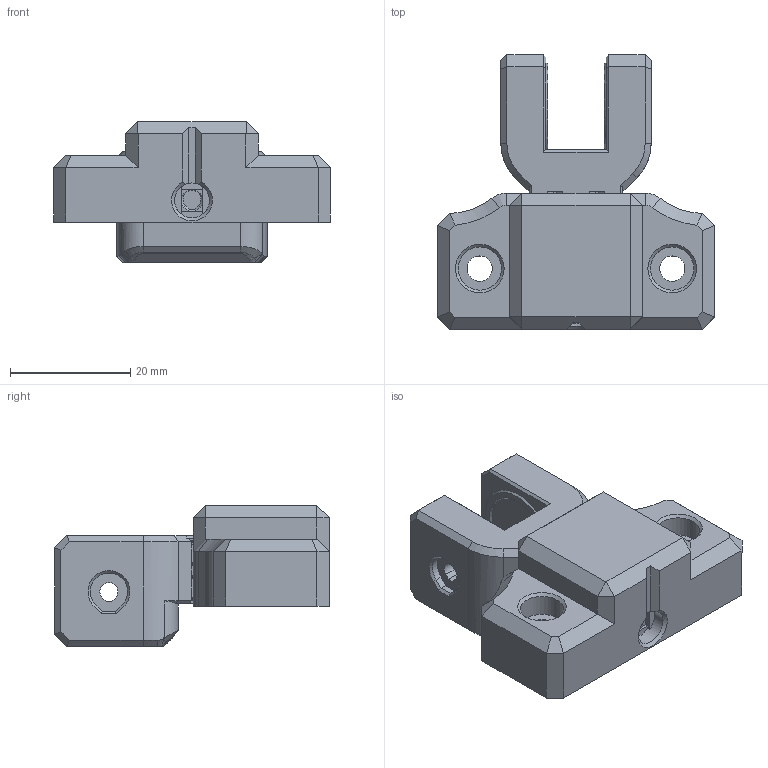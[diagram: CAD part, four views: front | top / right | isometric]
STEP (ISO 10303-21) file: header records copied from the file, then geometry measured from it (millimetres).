
FILE_DESCRIPTION(/* description */ (''),/* implementation_level */ '2;1');
FILE_NAME(/* name */ 'Y_TENSIONER v1.step',/* time_stamp */ '2021-09-09T23:54:58+02:00',/* author */ (''),/* organization */ (''),/* preprocessor_version */ 'ST-DEVELOPER v18.1',/* originating_system */ 'Autodesk Translation Framework v10.10.0.1391',/* authorisation */ '');
FILE_SCHEMA (('AUTOMOTIVE_DESIGN { 1 0 10303 214 3 1 1 }'));
Length unit declared in the file: millimetre
Products named in the file (1): Y_TENSIONER
Bounding box: 46 x 45.62 x 23.4 mm (x, y, z)
Volume: 18233.7 mm3; surface area: 10291.6 mm2
Topology: 2 solids, 4 shells, 448 faces, 1147 edges, 722 vertices
Faces by surface type: plane 311, cylinder 66, bspline 44, cone 19, sphere 8
Full cylindrical faces by diameter (mm): 2 x1, 3.6 x1, 4.2 x2, 5.8 x1, 7.2 x2
Entity records: 14376 total; most frequent: CARTESIAN_POINT 3691, ORIENTED_EDGE 2294, DIRECTION 2026, EDGE_CURVE 1147, LINE 878, VECTOR 878, VERTEX_POINT 722, AXIS2_PLACEMENT_3D 574
